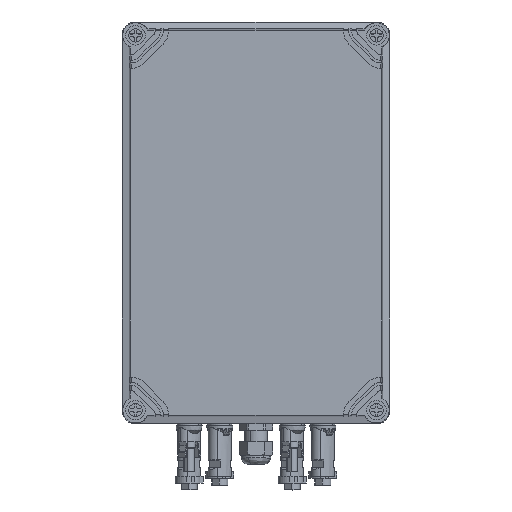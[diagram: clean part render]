
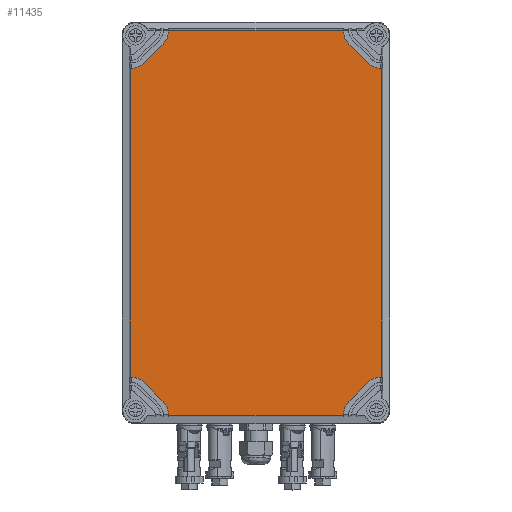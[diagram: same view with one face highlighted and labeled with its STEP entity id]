
A CAD part, top view. The second image highlights one B-rep face of the part: STEP entity #11435.
In plain terms, the highlighted planar face has unit normal (0, 0, 1).
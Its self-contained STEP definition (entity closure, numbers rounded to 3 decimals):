
#11331=AXIS2_PLACEMENT_3D('Plane Axis2P3D',#11328,#11329,#11330) ;
#11335=AXIS2_PLACEMENT_3D('Circle Axis2P3D',#11333,#11334,$) ;
#11349=AXIS2_PLACEMENT_3D('Circle Axis2P3D',#11347,#11348,$) ;
#11354=AXIS2_PLACEMENT_3D('Circle Axis2P3D',#11352,#11353,$) ;
#11368=AXIS2_PLACEMENT_3D('Circle Axis2P3D',#11366,#11367,$) ;
#11373=AXIS2_PLACEMENT_3D('Circle Axis2P3D',#11371,#11372,$) ;
#11387=AXIS2_PLACEMENT_3D('Circle Axis2P3D',#11385,#11386,$) ;
#11392=AXIS2_PLACEMENT_3D('Circle Axis2P3D',#11390,#11391,$) ;
#11406=AXIS2_PLACEMENT_3D('Circle Axis2P3D',#11404,#11405,$) ;
#8459=CARTESIAN_POINT('Vertex',(6.2,84.104,132.)) ;
#8462=CARTESIAN_POINT('Line Origine',(6.2,199.45,132.)) ;
#8466=CARTESIAN_POINT('Vertex',(6.2,314.796,132.)) ;
#8498=CARTESIAN_POINT('Vertex',(6.7,84.104,132.)) ;
#8501=CARTESIAN_POINT('Line Origine',(6.45,84.104,132.)) ;
#8832=CARTESIAN_POINT('Line Origine',(6.45,314.796,132.)) ;
#8836=CARTESIAN_POINT('Vertex',(6.7,314.796,132.)) ;
#9029=CARTESIAN_POINT('Vertex',(34.654,56.15,132.)) ;
#9036=CARTESIAN_POINT('Vertex',(34.654,55.65,132.)) ;
#9039=CARTESIAN_POINT('Line Origine',(34.654,55.9,132.)) ;
#9062=CARTESIAN_POINT('Vertex',(165.346,55.65,132.)) ;
#9065=CARTESIAN_POINT('Line Origine',(100.,55.65,132.)) ;
#9083=CARTESIAN_POINT('Line Origine',(165.346,55.9,132.)) ;
#9087=CARTESIAN_POINT('Vertex',(165.346,56.15,132.)) ;
#9525=CARTESIAN_POINT('Vertex',(193.8,84.104,132.)) ;
#9528=CARTESIAN_POINT('Line Origine',(193.55,84.104,132.)) ;
#9532=CARTESIAN_POINT('Vertex',(193.3,84.104,132.)) ;
#9558=CARTESIAN_POINT('Vertex',(193.8,314.796,132.)) ;
#9561=CARTESIAN_POINT('Line Origine',(193.8,199.45,132.)) ;
#9585=CARTESIAN_POINT('Vertex',(193.3,314.796,132.)) ;
#9588=CARTESIAN_POINT('Line Origine',(193.55,314.796,132.)) ;
#10001=CARTESIAN_POINT('Vertex',(165.346,342.75,132.)) ;
#10008=CARTESIAN_POINT('Vertex',(165.346,343.25,132.)) ;
#10011=CARTESIAN_POINT('Line Origine',(165.346,343.,132.)) ;
#10030=CARTESIAN_POINT('Line Origine',(100.,343.25,132.)) ;
#10034=CARTESIAN_POINT('Vertex',(34.654,343.25,132.)) ;
#10050=CARTESIAN_POINT('Line Origine',(34.654,343.,132.)) ;
#10054=CARTESIAN_POINT('Vertex',(34.654,342.75,132.)) ;
#11328=CARTESIAN_POINT('Axis2P3D Location',(100.,199.45,132.)) ;
#11333=CARTESIAN_POINT('Axis2P3D Location',(6.7,70.104,132.)) ;
#11337=CARTESIAN_POINT('Vertex',(16.599,80.003,132.)) ;
#11340=CARTESIAN_POINT('Line Origine',(23.576,73.026,132.)) ;
#11344=CARTESIAN_POINT('Vertex',(30.553,66.049,132.)) ;
#11347=CARTESIAN_POINT('Axis2P3D Location',(20.654,56.15,132.)) ;
#11352=CARTESIAN_POINT('Axis2P3D Location',(179.346,56.15,132.)) ;
#11356=CARTESIAN_POINT('Vertex',(169.447,66.049,132.)) ;
#11359=CARTESIAN_POINT('Line Origine',(176.424,73.026,132.)) ;
#11363=CARTESIAN_POINT('Vertex',(183.401,80.003,132.)) ;
#11366=CARTESIAN_POINT('Axis2P3D Location',(193.3,70.104,132.)) ;
#11371=CARTESIAN_POINT('Axis2P3D Location',(193.3,328.796,132.)) ;
#11375=CARTESIAN_POINT('Vertex',(183.401,318.897,132.)) ;
#11378=CARTESIAN_POINT('Line Origine',(176.424,325.874,132.)) ;
#11382=CARTESIAN_POINT('Vertex',(169.447,332.851,132.)) ;
#11385=CARTESIAN_POINT('Axis2P3D Location',(179.346,342.75,132.)) ;
#11390=CARTESIAN_POINT('Axis2P3D Location',(20.654,342.75,132.)) ;
#11394=CARTESIAN_POINT('Vertex',(30.553,332.851,132.)) ;
#11397=CARTESIAN_POINT('Line Origine',(23.576,325.874,132.)) ;
#11401=CARTESIAN_POINT('Vertex',(16.599,318.897,132.)) ;
#11404=CARTESIAN_POINT('Axis2P3D Location',(6.7,328.796,132.)) ;
#8463=DIRECTION('Vector Direction',(0.,-1.,0.)) ;
#8502=DIRECTION('Vector Direction',(-1.,0.,0.)) ;
#8833=DIRECTION('Vector Direction',(-1.,0.,0.)) ;
#9040=DIRECTION('Vector Direction',(0.,1.,0.)) ;
#9066=DIRECTION('Vector Direction',(1.,0.,0.)) ;
#9084=DIRECTION('Vector Direction',(0.,1.,0.)) ;
#9529=DIRECTION('Vector Direction',(-1.,0.,0.)) ;
#9562=DIRECTION('Vector Direction',(0.,-1.,0.)) ;
#9589=DIRECTION('Vector Direction',(-1.,0.,0.)) ;
#10012=DIRECTION('Vector Direction',(0.,1.,0.)) ;
#10031=DIRECTION('Vector Direction',(1.,0.,0.)) ;
#10051=DIRECTION('Vector Direction',(0.,1.,0.)) ;
#11329=DIRECTION('Axis2P3D Direction',(0.,0.,1.)) ;
#11330=DIRECTION('Axis2P3D XDirection',(0.,-1.,0.)) ;
#11334=DIRECTION('Axis2P3D Direction',(0.,0.,1.)) ;
#11341=DIRECTION('Vector Direction',(-0.707,0.707,0.)) ;
#11348=DIRECTION('Axis2P3D Direction',(0.,0.,1.)) ;
#11353=DIRECTION('Axis2P3D Direction',(0.,0.,1.)) ;
#11360=DIRECTION('Vector Direction',(0.707,0.707,0.)) ;
#11367=DIRECTION('Axis2P3D Direction',(0.,0.,1.)) ;
#11372=DIRECTION('Axis2P3D Direction',(0.,0.,1.)) ;
#11379=DIRECTION('Vector Direction',(0.707,-0.707,0.)) ;
#11386=DIRECTION('Axis2P3D Direction',(0.,0.,1.)) ;
#11391=DIRECTION('Axis2P3D Direction',(0.,0.,1.)) ;
#11398=DIRECTION('Vector Direction',(-0.707,-0.707,0.)) ;
#11405=DIRECTION('Axis2P3D Direction',(0.,0.,1.)) ;
#8464=VECTOR('Line Direction',#8463,1.) ;
#8503=VECTOR('Line Direction',#8502,1.) ;
#8834=VECTOR('Line Direction',#8833,1.) ;
#9041=VECTOR('Line Direction',#9040,1.) ;
#9067=VECTOR('Line Direction',#9066,1.) ;
#9085=VECTOR('Line Direction',#9084,1.) ;
#9530=VECTOR('Line Direction',#9529,1.) ;
#9563=VECTOR('Line Direction',#9562,1.) ;
#9590=VECTOR('Line Direction',#9589,1.) ;
#10013=VECTOR('Line Direction',#10012,1.) ;
#10032=VECTOR('Line Direction',#10031,1.) ;
#10052=VECTOR('Line Direction',#10051,1.) ;
#11342=VECTOR('Line Direction',#11341,1.) ;
#11361=VECTOR('Line Direction',#11360,1.) ;
#11380=VECTOR('Line Direction',#11379,1.) ;
#11399=VECTOR('Line Direction',#11398,1.) ;
#11410=ORIENTED_EDGE('',*,*,#8505,.F.) ;
#11411=ORIENTED_EDGE('',*,*,#11339,.T.) ;
#11412=ORIENTED_EDGE('',*,*,#11346,.F.) ;
#11413=ORIENTED_EDGE('',*,*,#11351,.F.) ;
#11414=ORIENTED_EDGE('',*,*,#9043,.F.) ;
#11415=ORIENTED_EDGE('',*,*,#9069,.F.) ;
#11416=ORIENTED_EDGE('',*,*,#9089,.T.) ;
#11417=ORIENTED_EDGE('',*,*,#11358,.T.) ;
#11418=ORIENTED_EDGE('',*,*,#11365,.T.) ;
#11419=ORIENTED_EDGE('',*,*,#11370,.F.) ;
#11420=ORIENTED_EDGE('',*,*,#9534,.T.) ;
#11421=ORIENTED_EDGE('',*,*,#9565,.T.) ;
#11422=ORIENTED_EDGE('',*,*,#9592,.F.) ;
#11423=ORIENTED_EDGE('',*,*,#11377,.T.) ;
#11424=ORIENTED_EDGE('',*,*,#11384,.F.) ;
#11425=ORIENTED_EDGE('',*,*,#11389,.F.) ;
#11426=ORIENTED_EDGE('',*,*,#10015,.F.) ;
#11427=ORIENTED_EDGE('',*,*,#10036,.T.) ;
#11428=ORIENTED_EDGE('',*,*,#10056,.T.) ;
#11429=ORIENTED_EDGE('',*,*,#11396,.T.) ;
#11430=ORIENTED_EDGE('',*,*,#11403,.T.) ;
#11431=ORIENTED_EDGE('',*,*,#11408,.F.) ;
#11432=ORIENTED_EDGE('',*,*,#8838,.T.) ;
#11433=ORIENTED_EDGE('',*,*,#8468,.F.) ;
#11435=ADVANCED_FACE('Hauptk\X2\00F6\X0\rper',(#11434),#11332,.T.) ;
#11336=CIRCLE('generated circle',#11335,14.) ;
#11350=CIRCLE('generated circle',#11349,14.) ;
#11355=CIRCLE('generated circle',#11354,14.) ;
#11369=CIRCLE('generated circle',#11368,14.) ;
#11374=CIRCLE('generated circle',#11373,14.) ;
#11388=CIRCLE('generated circle',#11387,14.) ;
#11393=CIRCLE('generated circle',#11392,14.) ;
#11407=CIRCLE('generated circle',#11406,14.) ;
#8468=EDGE_CURVE('',#8460,#8467,#8465,.F.) ;
#8505=EDGE_CURVE('',#8499,#8460,#8504,.T.) ;
#8838=EDGE_CURVE('',#8837,#8467,#8835,.T.) ;
#9043=EDGE_CURVE('',#9037,#9030,#9042,.T.) ;
#9069=EDGE_CURVE('',#9063,#9037,#9068,.F.) ;
#9089=EDGE_CURVE('',#9063,#9088,#9086,.T.) ;
#9534=EDGE_CURVE('',#9533,#9526,#9531,.F.) ;
#9565=EDGE_CURVE('',#9526,#9559,#9564,.F.) ;
#9592=EDGE_CURVE('',#9586,#9559,#9591,.F.) ;
#10015=EDGE_CURVE('',#10009,#10002,#10014,.F.) ;
#10036=EDGE_CURVE('',#10009,#10035,#10033,.F.) ;
#10056=EDGE_CURVE('',#10035,#10055,#10053,.F.) ;
#11339=EDGE_CURVE('',#8499,#11338,#11336,.F.) ;
#11346=EDGE_CURVE('',#11345,#11338,#11343,.T.) ;
#11351=EDGE_CURVE('',#9030,#11345,#11350,.T.) ;
#11358=EDGE_CURVE('',#9088,#11357,#11355,.F.) ;
#11365=EDGE_CURVE('',#11357,#11364,#11362,.T.) ;
#11370=EDGE_CURVE('',#9533,#11364,#11369,.T.) ;
#11377=EDGE_CURVE('',#9586,#11376,#11374,.F.) ;
#11384=EDGE_CURVE('',#11383,#11376,#11381,.T.) ;
#11389=EDGE_CURVE('',#10002,#11383,#11388,.T.) ;
#11396=EDGE_CURVE('',#10055,#11395,#11393,.F.) ;
#11403=EDGE_CURVE('',#11395,#11402,#11400,.T.) ;
#11408=EDGE_CURVE('',#8837,#11402,#11407,.T.) ;
#11409=EDGE_LOOP('',(#11410,#11411,#11412,#11413,#11414,#11415,#11416,#11417,#11418,#11419,#11420,#11421,#11422,#11423,#11424,#11425,#11426,#11427,#11428,#11429,#11430,#11431,#11432,#11433)) ;
#11434=FACE_OUTER_BOUND('',#11409,.T.) ;
#8465=LINE('Line',#8462,#8464) ;
#8504=LINE('Line',#8501,#8503) ;
#8835=LINE('Line',#8832,#8834) ;
#9042=LINE('Line',#9039,#9041) ;
#9068=LINE('Line',#9065,#9067) ;
#9086=LINE('Line',#9083,#9085) ;
#9531=LINE('Line',#9528,#9530) ;
#9564=LINE('Line',#9561,#9563) ;
#9591=LINE('Line',#9588,#9590) ;
#10014=LINE('Line',#10011,#10013) ;
#10033=LINE('Line',#10030,#10032) ;
#10053=LINE('Line',#10050,#10052) ;
#11343=LINE('Line',#11340,#11342) ;
#11362=LINE('Line',#11359,#11361) ;
#11381=LINE('Line',#11378,#11380) ;
#11400=LINE('Line',#11397,#11399) ;
#11332=PLANE('',#11331) ;
#8460=VERTEX_POINT('',#8459) ;
#8467=VERTEX_POINT('',#8466) ;
#8499=VERTEX_POINT('',#8498) ;
#8837=VERTEX_POINT('',#8836) ;
#9030=VERTEX_POINT('',#9029) ;
#9037=VERTEX_POINT('',#9036) ;
#9063=VERTEX_POINT('',#9062) ;
#9088=VERTEX_POINT('',#9087) ;
#9526=VERTEX_POINT('',#9525) ;
#9533=VERTEX_POINT('',#9532) ;
#9559=VERTEX_POINT('',#9558) ;
#9586=VERTEX_POINT('',#9585) ;
#10002=VERTEX_POINT('',#10001) ;
#10009=VERTEX_POINT('',#10008) ;
#10035=VERTEX_POINT('',#10034) ;
#10055=VERTEX_POINT('',#10054) ;
#11338=VERTEX_POINT('',#11337) ;
#11345=VERTEX_POINT('',#11344) ;
#11357=VERTEX_POINT('',#11356) ;
#11364=VERTEX_POINT('',#11363) ;
#11376=VERTEX_POINT('',#11375) ;
#11383=VERTEX_POINT('',#11382) ;
#11395=VERTEX_POINT('',#11394) ;
#11402=VERTEX_POINT('',#11401) ;
